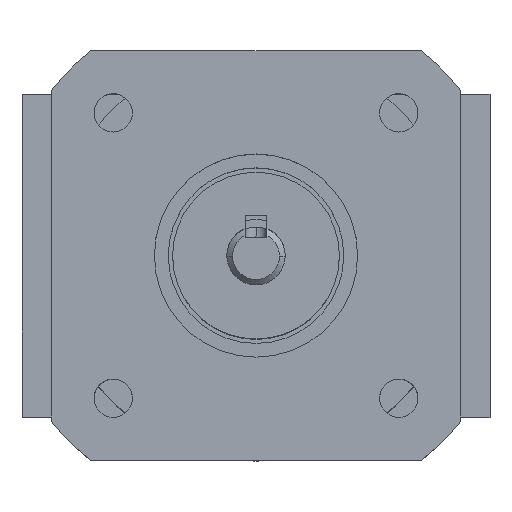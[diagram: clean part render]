
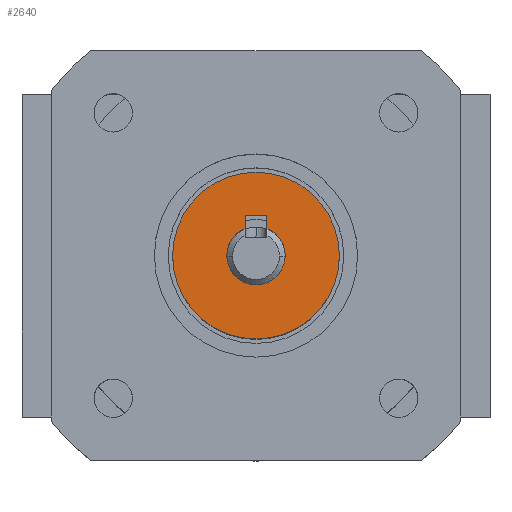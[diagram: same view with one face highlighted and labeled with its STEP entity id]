
A CAD part, top view. The second image highlights one B-rep face of the part: STEP entity #2640.
In plain terms, the highlighted planar face has unit normal (0, 0, 1).
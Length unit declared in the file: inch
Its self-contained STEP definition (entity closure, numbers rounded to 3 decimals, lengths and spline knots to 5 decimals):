
#26 = DIRECTION ( 'NONE',  ( -1., 0., 0. ) ) ;
#37 = CIRCLE ( 'NONE', #962, 0.125 ) ;
#154 = DIRECTION ( 'NONE',  ( 0., 0., 1. ) ) ;
#207 = DIRECTION ( 'NONE',  ( 0., 0., 1. ) ) ;
#380 = DIRECTION ( 'NONE',  ( 0., 0., 1. ) ) ;
#529 = AXIS2_PLACEMENT_3D ( 'NONE', #2165, #6137, #2793 ) ;
#613 = DIRECTION ( 'NONE',  ( 0., 0., 1. ) ) ;
#797 = ORIENTED_EDGE ( 'NONE', *, *, #3637, .F. ) ;
#814 = DIRECTION ( 'NONE',  ( 0., 1., 0. ) ) ;
#961 = VERTEX_POINT ( 'NONE', #6278 ) ;
#962 = AXIS2_PLACEMENT_3D ( 'NONE', #4079, #613, #4653 ) ;
#985 = CIRCLE ( 'NONE', #529, 0.35625 ) ;
#1173 = VERTEX_POINT ( 'NONE', #4246 ) ;
#1392 = CARTESIAN_POINT ( 'NONE',  ( 1.047, 0.859, 2.16 ) ) ;
#1449 = EDGE_CURVE ( 'NONE', #4514, #4936, #4762, .T. ) ;
#1569 = CIRCLE ( 'NONE', #3622, 0.125 ) ;
#1630 = FACE_OUTER_BOUND ( 'NONE', #7027, .T. ) ;
#1743 = CARTESIAN_POINT ( 'NONE',  ( 0.953, 0.859, 2.16 ) ) ;
#2042 = VERTEX_POINT ( 'NONE', #5505 ) ;
#2112 = AXIS2_PLACEMENT_3D ( 'NONE', #5131, #3446, #7275 ) ;
#2133 = AXIS2_PLACEMENT_3D ( 'NONE', #3651, #207, #4227 ) ;
#2165 = CARTESIAN_POINT ( 'NONE',  ( 1., 0.687, 2.16 ) ) ;
#2542 = VERTEX_POINT ( 'NONE', #2762 ) ;
#2585 = ORIENTED_EDGE ( 'NONE', *, *, #3039, .F. ) ;
#2640 = ADVANCED_FACE ( 'NONE', ( #1630, #7068 ), #2890, .T. ) ;
#2762 = CARTESIAN_POINT ( 'NONE',  ( 1.125, 0.687, 2.16 ) ) ;
#2793 = DIRECTION ( 'NONE',  ( 1., 0., 0. ) ) ;
#2890 = PLANE ( 'NONE',  #2112 ) ;
#3039 = EDGE_CURVE ( 'NONE', #4936, #2042, #37, .T. ) ;
#3259 = VECTOR ( 'NONE', #3514, 39.37008 ) ;
#3446 = DIRECTION ( 'NONE',  ( 0., 0., 1. ) ) ;
#3514 = DIRECTION ( 'NONE',  ( 0., -1., 0. ) ) ;
#3610 = CARTESIAN_POINT ( 'NONE',  ( 1., 0.687, 2.16 ) ) ;
#3622 = AXIS2_PLACEMENT_3D ( 'NONE', #3839, #380, #4415 ) ;
#3637 = EDGE_CURVE ( 'NONE', #4649, #4514, #5508, .T. ) ;
#3651 = CARTESIAN_POINT ( 'NONE',  ( 1., 0.687, 2.16 ) ) ;
#3819 = EDGE_CURVE ( 'NONE', #4600, #961, #4989, .T. ) ;
#3839 = CARTESIAN_POINT ( 'NONE',  ( 1., 0.687, 2.16 ) ) ;
#4079 = CARTESIAN_POINT ( 'NONE',  ( 1., 0.687, 2.16 ) ) ;
#4133 = ORIENTED_EDGE ( 'NONE', *, *, #4388, .F. ) ;
#4183 = DIRECTION ( 'NONE',  ( 1., 0., 0. ) ) ;
#4227 = DIRECTION ( 'NONE',  ( 1., 0., 0. ) ) ;
#4246 = CARTESIAN_POINT ( 'NONE',  ( 1.047, 0.80283, 2.16 ) ) ;
#4353 = EDGE_LOOP ( 'NONE', ( #6174, #4133, #5069, #2585, #6831, #797 ) ) ;
#4388 = EDGE_CURVE ( 'NONE', #2542, #1173, #6247, .T. ) ;
#4415 = DIRECTION ( 'NONE',  ( 1., 0., 0. ) ) ;
#4514 = VERTEX_POINT ( 'NONE', #5936 ) ;
#4516 = EDGE_CURVE ( 'NONE', #1173, #4649, #7006, .T. ) ;
#4543 = VECTOR ( 'NONE', #26, 39.37008 ) ;
#4600 = VERTEX_POINT ( 'NONE', #5982 ) ;
#4649 = VERTEX_POINT ( 'NONE', #6588 ) ;
#4653 = DIRECTION ( 'NONE',  ( 1., 0., 0. ) ) ;
#4730 = ORIENTED_EDGE ( 'NONE', *, *, #3819, .T. ) ;
#4762 = LINE ( 'NONE', #6807, #3259 ) ;
#4936 = VERTEX_POINT ( 'NONE', #6280 ) ;
#4989 = CIRCLE ( 'NONE', #2133, 0.35625 ) ;
#5069 = ORIENTED_EDGE ( 'NONE', *, *, #5613, .F. ) ;
#5131 = CARTESIAN_POINT ( 'NONE',  ( 1., 0.687, 2.16 ) ) ;
#5505 = CARTESIAN_POINT ( 'NONE',  ( 0.875, 0.687, 2.16 ) ) ;
#5508 = LINE ( 'NONE', #1743, #4543 ) ;
#5576 = VECTOR ( 'NONE', #814, 39.37008 ) ;
#5613 = EDGE_CURVE ( 'NONE', #2042, #2542, #1569, .T. ) ;
#5936 = CARTESIAN_POINT ( 'NONE',  ( 0.953, 0.859, 2.16 ) ) ;
#5982 = CARTESIAN_POINT ( 'NONE',  ( 0.64375, 0.687, 2.16 ) ) ;
#6137 = DIRECTION ( 'NONE',  ( 0., 0., 1. ) ) ;
#6174 = ORIENTED_EDGE ( 'NONE', *, *, #4516, .F. ) ;
#6247 = CIRCLE ( 'NONE', #6855, 0.125 ) ;
#6278 = CARTESIAN_POINT ( 'NONE',  ( 1.35625, 0.687, 2.16 ) ) ;
#6280 = CARTESIAN_POINT ( 'NONE',  ( 0.953, 0.80283, 2.16 ) ) ;
#6314 = EDGE_CURVE ( 'NONE', #961, #4600, #985, .T. ) ;
#6369 = ORIENTED_EDGE ( 'NONE', *, *, #6314, .T. ) ;
#6588 = CARTESIAN_POINT ( 'NONE',  ( 1.047, 0.859, 2.16 ) ) ;
#6807 = CARTESIAN_POINT ( 'NONE',  ( 0.953, 0.859, 2.16 ) ) ;
#6831 = ORIENTED_EDGE ( 'NONE', *, *, #1449, .F. ) ;
#6855 = AXIS2_PLACEMENT_3D ( 'NONE', #3610, #154, #4183 ) ;
#7006 = LINE ( 'NONE', #1392, #5576 ) ;
#7027 = EDGE_LOOP ( 'NONE', ( #4730, #6369 ) ) ;
#7068 = FACE_BOUND ( 'NONE', #4353, .T. ) ;
#7275 = DIRECTION ( 'NONE',  ( 1., 0., 0. ) ) ;
